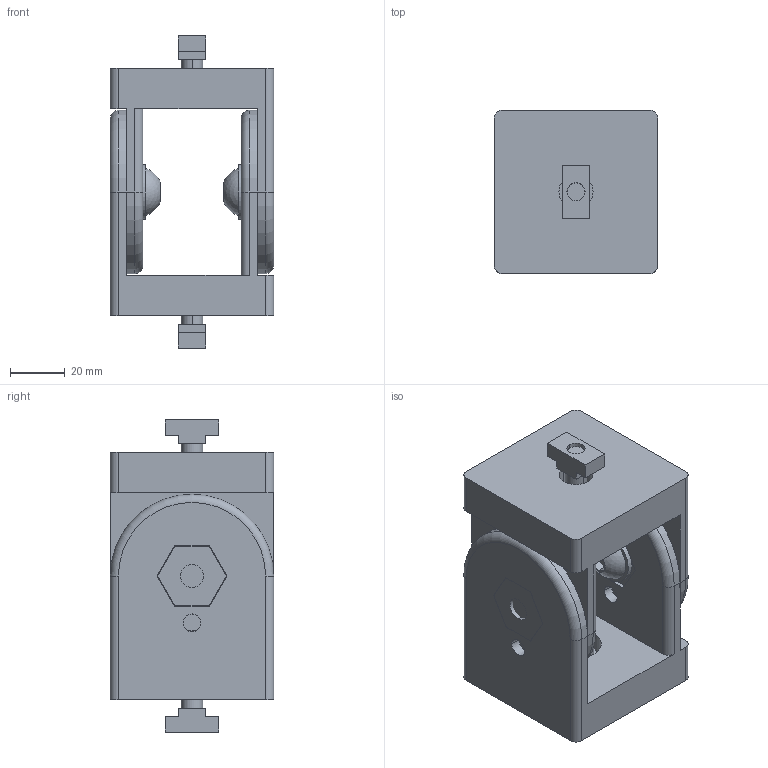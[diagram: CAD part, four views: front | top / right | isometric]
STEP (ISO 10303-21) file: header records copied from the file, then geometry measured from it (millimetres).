
FILE_DESCRIPTION (( 'STEP AP203' ), '1' );
FILE_NAME ('3_842_502_687_Bosch.step', '2024-06-10T06:26:42', ( '' ), ( '' ), 'SwSTEP 2.0', 'SolidWorks 2014', '' );
FILE_SCHEMA (( 'CONFIG_CONTROL_DESIGN' ));
Length unit declared in the file: millimetre
Products named in the file (19): Part-17; Part-10; Part-13; Part-15; Part-6; Part-9; Part-18; Part-14; Part-7; Part-16; 3_842_502_687_Bosch; Part-1; Part-4; Part-3; Part-5; Part-2; Part-8; Part-11; Part-12
Assembly tree (18 placements, depth 2):
  3_842_502_687_Bosch
    Part-1
    Part-2
    Part-3
    Part-4
    Part-5
    Part-6
    Part-7
    Part-8
    Part-9
    Part-10
    Part-11
    Part-12
    Part-13
    Part-14
    Part-15
    Part-16
    Part-17
    Part-18
Bounding box: 60 x 60 x 114.6 mm (x, y, z)
Volume: 184481.4 mm3; surface area: 65199.4 mm2
Topology: 18 solids, 18 shells, 338 faces, 834 edges, 552 vertices
Faces by surface type: plane 164, cylinder 158, cone 8, torus 4, sphere 4
Entity records: 12251 total; most frequent: DIRECTION 1904, CARTESIAN_POINT 1745, ORIENTED_EDGE 1668, EDGE_CURVE 834, AXIS2_PLACEMENT_3D 711, VERTEX_POINT 552, VECTOR 482, LINE 482
